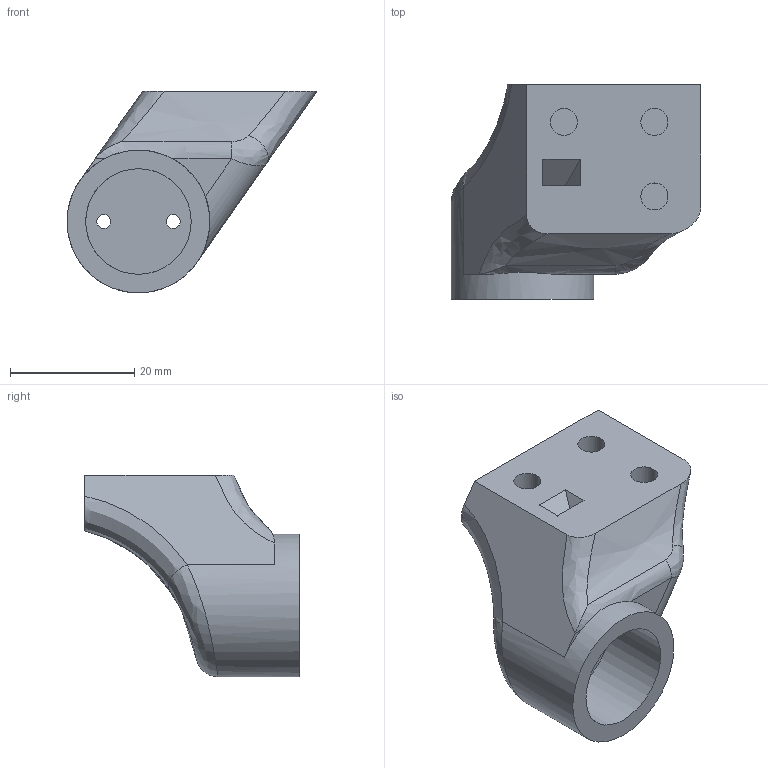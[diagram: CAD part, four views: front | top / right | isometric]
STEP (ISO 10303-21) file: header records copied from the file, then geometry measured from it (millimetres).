
FILE_DESCRIPTION(/* description */ (''),/* implementation_level */ '2;1');
FILE_NAME(/* name */ 'arm.step',/* time_stamp */ '2025-02-16T19:32:47+03:00',/* author */ (''),/* organization */ (''),/* preprocessor_version */ 'ST-DEVELOPER v20',/* originating_system */ 'Autodesk Translation Framework v13.20.0.188',/* authorisation */ '');
FILE_SCHEMA (('AUTOMOTIVE_DESIGN { 1 0 10303 214 3 1 1 }'));
Length unit declared in the file: millimetre
Products named in the file (1): caretaker
Bounding box: 40.24 x 34.5 x 32.5 mm (x, y, z)
Volume: 14381.2 mm3; surface area: 5519 mm2
Topology: 1 solids, 3 shells, 54 faces, 125 edges, 82 vertices
Faces by surface type: plane 35, cylinder 10, bspline 9
Full cylindrical faces by diameter (mm): 2.25 x2, 3.8 x2, 4.35 x3, 17 x1, 23 x1
Entity records: 2468 total; most frequent: CARTESIAN_POINT 1251, ORIENTED_EDGE 250, DIRECTION 212, EDGE_CURVE 125, VERTEX_POINT 82, LINE 74, VECTOR 74, AXIS2_PLACEMENT_3D 69
